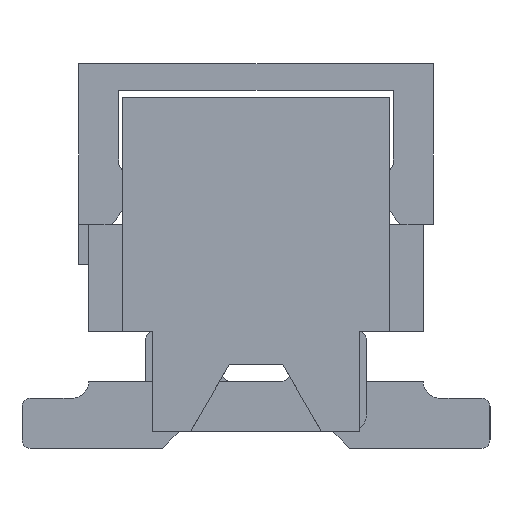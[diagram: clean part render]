
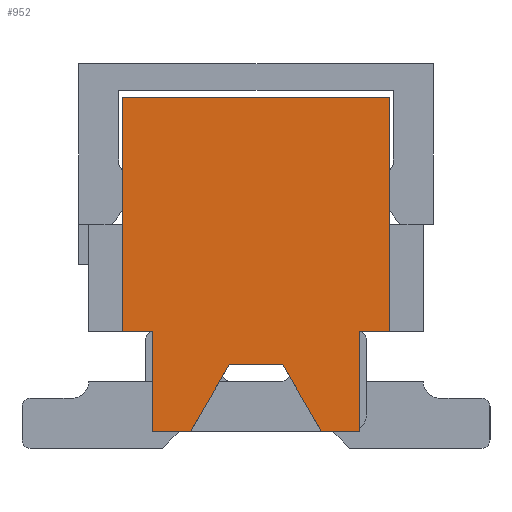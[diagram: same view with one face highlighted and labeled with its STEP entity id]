
A CAD part, left-side view. The second image highlights one B-rep face of the part: STEP entity #952.
In plain terms, the highlighted planar face has unit normal (-1, 0, 0).
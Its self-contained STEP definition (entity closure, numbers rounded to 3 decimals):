
#952 = ADVANCED_FACE( '', ( #2208 ), #2209, .F. );
#2208 = FACE_OUTER_BOUND( '', #3782, .T. );
#2209 = PLANE( '', #3783 );
#3782 = EDGE_LOOP( '', ( #6317, #6318, #6319, #6320, #6321, #6322, #6323, #6324, #6325, #6326, #6327, #6328, #6329, #6330 ) );
#3783 = AXIS2_PLACEMENT_3D( '', #6331, #6332, #6333 );
#6317 = ORIENTED_EDGE( '', *, *, #9997, .F. );
#6318 = ORIENTED_EDGE( '', *, *, #10723, .F. );
#6319 = ORIENTED_EDGE( '', *, *, #10724, .F. );
#6320 = ORIENTED_EDGE( '', *, *, #10105, .F. );
#6321 = ORIENTED_EDGE( '', *, *, #10368, .F. );
#6322 = ORIENTED_EDGE( '', *, *, #10725, .F. );
#6323 = ORIENTED_EDGE( '', *, *, #10726, .F. );
#6324 = ORIENTED_EDGE( '', *, *, #10727, .F. );
#6325 = ORIENTED_EDGE( '', *, *, #10728, .F. );
#6326 = ORIENTED_EDGE( '', *, *, #10729, .F. );
#6327 = ORIENTED_EDGE( '', *, *, #10730, .T. );
#6328 = ORIENTED_EDGE( '', *, *, #10731, .F. );
#6329 = ORIENTED_EDGE( '', *, *, #10244, .F. );
#6330 = ORIENTED_EDGE( '', *, *, #10732, .F. );
#6331 = CARTESIAN_POINT( '', ( -6.615, 0., 0. ) );
#6332 = DIRECTION( '', ( 1., 0., 0. ) );
#6333 = DIRECTION( '', ( 0., 0., -1. ) );
#9997 = EDGE_CURVE( '', #12078, #12079, #12080, .T. );
#10105 = EDGE_CURVE( '', #12269, #12265, #12271, .T. );
#10244 = EDGE_CURVE( '', #12520, #12521, #12522, .T. );
#10368 = EDGE_CURVE( '', #12743, #12269, #12745, .T. );
#10723 = EDGE_CURVE( '', #13307, #12078, #13308, .T. );
#10724 = EDGE_CURVE( '', #12265, #13307, #13309, .T. );
#10725 = EDGE_CURVE( '', #13310, #12743, #13311, .T. );
#10726 = EDGE_CURVE( '', #13312, #13310, #13313, .T. );
#10727 = EDGE_CURVE( '', #13314, #13312, #13315, .T. );
#10728 = EDGE_CURVE( '', #13316, #13314, #13317, .T. );
#10729 = EDGE_CURVE( '', #13318, #13316, #13319, .T. );
#10730 = EDGE_CURVE( '', #13318, #13320, #13321, .T. );
#10731 = EDGE_CURVE( '', #12521, #13320, #13322, .T. );
#10732 = EDGE_CURVE( '', #12079, #12520, #13323, .T. );
#12078 = VERTEX_POINT( '', #15103 );
#12079 = VERTEX_POINT( '', #15104 );
#12080 = LINE( '', #15105, #15106 );
#12265 = VERTEX_POINT( '', #15372 );
#12269 = VERTEX_POINT( '', #15378 );
#12271 = LINE( '', #15381, #15382 );
#12520 = VERTEX_POINT( '', #15757 );
#12521 = VERTEX_POINT( '', #15758 );
#12522 = LINE( '', #15759, #15760 );
#12743 = VERTEX_POINT( '', #16097 );
#12745 = LINE( '', #16100, #16101 );
#13307 = VERTEX_POINT( '', #16937 );
#13308 = LINE( '', #16938, #16939 );
#13309 = LINE( '', #16940, #16941 );
#13310 = VERTEX_POINT( '', #16942 );
#13311 = LINE( '', #16943, #16944 );
#13312 = VERTEX_POINT( '', #16945 );
#13313 = LINE( '', #16946, #16947 );
#13314 = VERTEX_POINT( '', #16948 );
#13315 = LINE( '', #16949, #16950 );
#13316 = VERTEX_POINT( '', #16951 );
#13317 = LINE( '', #16952, #16953 );
#13318 = VERTEX_POINT( '', #16954 );
#13319 = LINE( '', #16955, #16956 );
#13320 = VERTEX_POINT( '', #16957 );
#13321 = LINE( '', #16958, #16959 );
#13322 = LINE( '', #16960, #16961 );
#13323 = LINE( '', #16962, #16963 );
#15103 = CARTESIAN_POINT( '', ( -6.615, 2., -0.8 ) );
#15104 = CARTESIAN_POINT( '', ( -6.615, 2., 0.8 ) );
#15105 = CARTESIAN_POINT( '', ( -6.615, 2., -0.8 ) );
#15106 = VECTOR( '', #19195, 1000. );
#15372 = CARTESIAN_POINT( '', ( -6.615, 1.55, -2.3 ) );
#15378 = CARTESIAN_POINT( '', ( -6.615, 0.98, -2.3 ) );
#15381 = CARTESIAN_POINT( '', ( -6.615, 0.98, -2.3 ) );
#15382 = VECTOR( '', #19286, 1000. );
#15757 = CARTESIAN_POINT( '', ( -6.615, 2., 2.7 ) );
#15758 = CARTESIAN_POINT( '', ( -6.615, -2., 2.7 ) );
#15759 = CARTESIAN_POINT( '', ( -6.615, 2., 2.7 ) );
#15760 = VECTOR( '', #19413, 1000. );
#16097 = CARTESIAN_POINT( '', ( -6.615, 0.4, -1.3 ) );
#16100 = CARTESIAN_POINT( '', ( -6.615, 0.4, -1.3 ) );
#16101 = VECTOR( '', #19531, 1000. );
#16937 = CARTESIAN_POINT( '', ( -6.615, 1.55, -0.8 ) );
#16938 = CARTESIAN_POINT( '', ( -6.615, 2.5, -0.8 ) );
#16939 = VECTOR( '', #19824, 1000. );
#16940 = CARTESIAN_POINT( '', ( -6.615, 1.55, -0.8 ) );
#16941 = VECTOR( '', #19825, 1000. );
#16942 = CARTESIAN_POINT( '', ( -6.615, -0.4, -1.3 ) );
#16943 = CARTESIAN_POINT( '', ( -6.615, -0.4, -1.3 ) );
#16944 = VECTOR( '', #19826, 1000. );
#16945 = CARTESIAN_POINT( '', ( -6.615, -0.98, -2.3 ) );
#16946 = CARTESIAN_POINT( '', ( -6.615, -0.98, -2.3 ) );
#16947 = VECTOR( '', #19827, 1000. );
#16948 = CARTESIAN_POINT( '', ( -6.615, -1.55, -2.3 ) );
#16949 = CARTESIAN_POINT( '', ( -6.615, -1.55, -2.3 ) );
#16950 = VECTOR( '', #19828, 1000. );
#16951 = CARTESIAN_POINT( '', ( -6.615, -1.55, -0.8 ) );
#16952 = CARTESIAN_POINT( '', ( -6.615, -1.55, -0.8 ) );
#16953 = VECTOR( '', #19829, 1000. );
#16954 = CARTESIAN_POINT( '', ( -6.615, -2., -0.8 ) );
#16955 = CARTESIAN_POINT( '', ( -6.615, -2.5, -0.8 ) );
#16956 = VECTOR( '', #19830, 1000. );
#16957 = CARTESIAN_POINT( '', ( -6.615, -2., 0.8 ) );
#16958 = CARTESIAN_POINT( '', ( -6.615, -2., -0.8 ) );
#16959 = VECTOR( '', #19831, 1000. );
#16960 = CARTESIAN_POINT( '', ( -6.615, -2., 2.7 ) );
#16961 = VECTOR( '', #19832, 1000. );
#16962 = CARTESIAN_POINT( '', ( -6.615, 2., 0.8 ) );
#16963 = VECTOR( '', #19833, 1000. );
#19195 = DIRECTION( '', ( 0., 0., 1. ) );
#19286 = DIRECTION( '', ( 0., 1., 0. ) );
#19413 = DIRECTION( '', ( 0., -1., 0. ) );
#19531 = DIRECTION( '', ( 0., 0.502, -0.865 ) );
#19824 = DIRECTION( '', ( 0., 1., 0. ) );
#19825 = DIRECTION( '', ( 0., 0., 1. ) );
#19826 = DIRECTION( '', ( 0., 1., 0. ) );
#19827 = DIRECTION( '', ( 0., 0.502, 0.865 ) );
#19828 = DIRECTION( '', ( 0., 1., 0. ) );
#19829 = DIRECTION( '', ( 0., 0., -1. ) );
#19830 = DIRECTION( '', ( 0., 1., 0. ) );
#19831 = DIRECTION( '', ( 0., 0., 1. ) );
#19832 = DIRECTION( '', ( 0., 0., -1. ) );
#19833 = DIRECTION( '', ( 0., 0., 1. ) );
